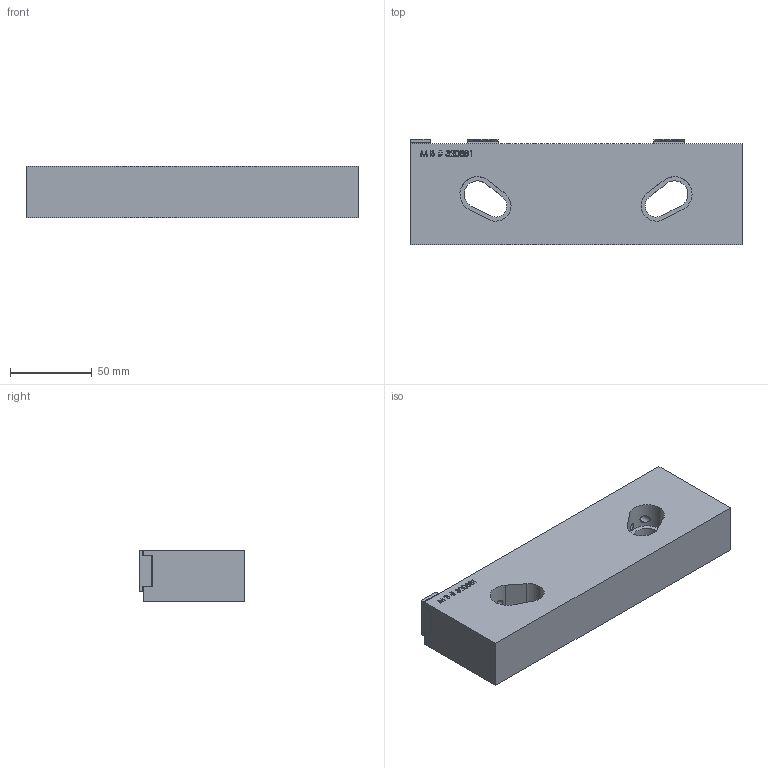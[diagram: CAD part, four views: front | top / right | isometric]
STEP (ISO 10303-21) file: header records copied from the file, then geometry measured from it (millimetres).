
FILE_DESCRIPTION (( 'STEP AP214' ), '1' );
FILE_NAME ('32088.STEP', '2018-10-24T15:32:21', ( 'Mike W' ), ( '' ), 'SwSTEP 2.0', 'SolidWorks 2017', '' );
FILE_SCHEMA (( 'AUTOMOTIVE_DESIGN' ));
Length unit declared in the file: inch
Products named in the file (7): 33030_33030; 330301_330301; 33075_33075; M512MM LHCS_M512MMLHCS; 320751_320751; 320881_320881; 32088
Assembly tree (8 placements, depth 3):
  32088
    320881_320881
    33075_33075  x2
      320751_320751
      M512MM LHCS_M512MMLHCS
    33030_33030
      330301_330301
      M512MM LHCS_M512MMLHCS
Bounding box: 203.2 x 64.52 x 31.5 mm (x, y, z)
Volume: 349379.2 mm3; surface area: 56214.5 mm2
Topology: 7 solids, 7 shells, 617 faces, 1566 edges, 982 vertices
Faces by surface type: cylinder 228, plane 209, cone 83, bspline 81, torus 12, sphere 4
Entity records: 19960 total; most frequent: CARTESIAN_POINT 9873, ORIENTED_EDGE 2136, DIRECTION 1691, EDGE_CURVE 1068, VERTEX_POINT 682, VECTOR 617, LINE 617, AXIS2_PLACEMENT_3D 537
